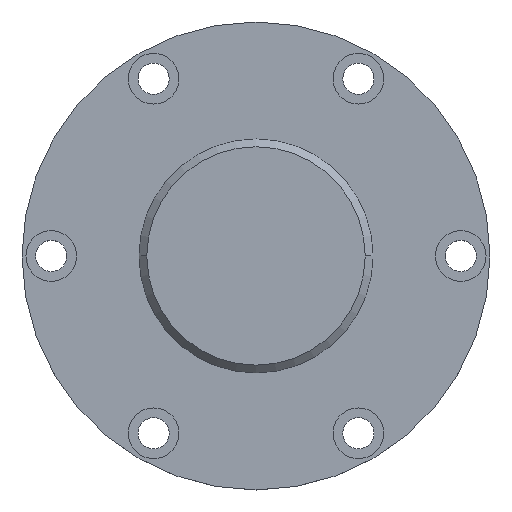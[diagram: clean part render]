
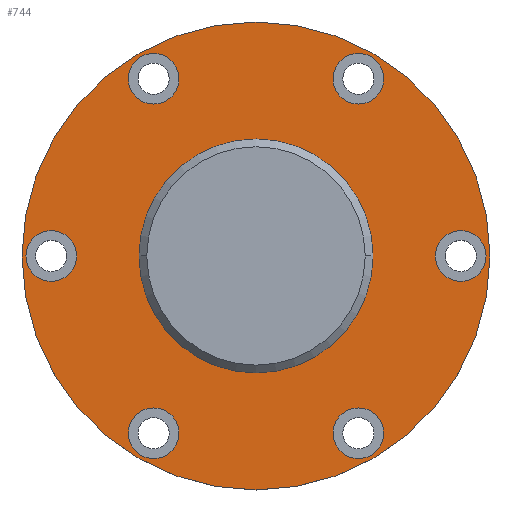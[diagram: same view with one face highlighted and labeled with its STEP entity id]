
A CAD part, top view. The second image highlights one B-rep face of the part: STEP entity #744.
In plain terms, the highlighted planar face has unit normal (0, 0, 1).
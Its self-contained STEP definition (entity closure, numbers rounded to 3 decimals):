
#31=CARTESIAN_POINT('',(0.,0.,0.));
#32=DIRECTION('',(0.,0.,-1.));
#33=DIRECTION('',(1.,0.,0.));
#34=AXIS2_PLACEMENT_3D('',#31,#32,#33);
#36=CARTESIAN_POINT('',(0.,0.,0.));
#37=DIRECTION('',(0.,0.,-1.));
#38=DIRECTION('',(-1.,0.,0.));
#39=AXIS2_PLACEMENT_3D('',#36,#37,#38);
#41=CARTESIAN_POINT('',(52.5,0.,0.));
#42=DIRECTION('',(0.,0.,1.));
#43=DIRECTION('',(1.,0.,0.));
#44=AXIS2_PLACEMENT_3D('',#41,#42,#43);
#46=CARTESIAN_POINT('',(52.5,0.,0.));
#47=DIRECTION('',(0.,0.,1.));
#48=DIRECTION('',(-1.,0.,0.));
#49=AXIS2_PLACEMENT_3D('',#46,#47,#48);
#51=CARTESIAN_POINT('',(26.25,45.466,0.));
#52=DIRECTION('',(0.,0.,1.));
#53=DIRECTION('',(0.5,0.866,0.));
#54=AXIS2_PLACEMENT_3D('',#51,#52,#53);
#56=CARTESIAN_POINT('',(26.25,45.466,0.));
#57=DIRECTION('',(0.,0.,1.));
#58=DIRECTION('',(-0.5,-0.866,0.));
#59=AXIS2_PLACEMENT_3D('',#56,#57,#58);
#61=CARTESIAN_POINT('',(-26.25,45.466,0.));
#62=DIRECTION('',(0.,0.,1.));
#63=DIRECTION('',(-0.5,0.866,0.));
#64=AXIS2_PLACEMENT_3D('',#61,#62,#63);
#66=CARTESIAN_POINT('',(-26.25,45.466,0.));
#67=DIRECTION('',(0.,0.,1.));
#68=DIRECTION('',(0.5,-0.866,0.));
#69=AXIS2_PLACEMENT_3D('',#66,#67,#68);
#71=CARTESIAN_POINT('',(-52.5,0.,0.));
#72=DIRECTION('',(0.,0.,1.));
#73=DIRECTION('',(-1.,0.,0.));
#74=AXIS2_PLACEMENT_3D('',#71,#72,#73);
#76=CARTESIAN_POINT('',(-52.5,0.,0.));
#77=DIRECTION('',(0.,0.,1.));
#78=DIRECTION('',(1.,0.,0.));
#79=AXIS2_PLACEMENT_3D('',#76,#77,#78);
#81=CARTESIAN_POINT('',(-26.25,-45.466,0.));
#82=DIRECTION('',(0.,0.,1.));
#83=DIRECTION('',(-0.5,-0.866,0.));
#84=AXIS2_PLACEMENT_3D('',#81,#82,#83);
#86=CARTESIAN_POINT('',(-26.25,-45.466,0.));
#87=DIRECTION('',(0.,0.,1.));
#88=DIRECTION('',(0.5,0.866,0.));
#89=AXIS2_PLACEMENT_3D('',#86,#87,#88);
#91=CARTESIAN_POINT('',(26.25,-45.466,0.));
#92=DIRECTION('',(0.,0.,1.));
#93=DIRECTION('',(0.5,-0.866,0.));
#94=AXIS2_PLACEMENT_3D('',#91,#92,#93);
#96=CARTESIAN_POINT('',(26.25,-45.466,0.));
#97=DIRECTION('',(0.,0.,1.));
#98=DIRECTION('',(-0.5,0.866,0.));
#99=AXIS2_PLACEMENT_3D('',#96,#97,#98);
#101=CARTESIAN_POINT('',(0.,0.,0.));
#102=DIRECTION('',(0.,0.,1.));
#103=DIRECTION('',(1.,0.,0.));
#104=AXIS2_PLACEMENT_3D('',#101,#102,#103);
#114=CARTESIAN_POINT('',(0.,0.,0.));
#115=DIRECTION('',(0.,0.,-1.));
#116=DIRECTION('',(1.,0.,0.));
#117=AXIS2_PLACEMENT_3D('',#114,#115,#116);
#525=CARTESIAN_POINT('',(60.,0.,0.));
#527=VERTEX_POINT('',#525);
#529=CARTESIAN_POINT('',(-60.,0.,0.));
#531=VERTEX_POINT('',#529);
#561=CARTESIAN_POINT('',(30.,0.,0.));
#562=CARTESIAN_POINT('',(-30.,0.,0.));
#563=VERTEX_POINT('',#561);
#564=VERTEX_POINT('',#562);
#577=CARTESIAN_POINT('',(59.,0.,0.));
#578=CARTESIAN_POINT('',(46.,0.,0.));
#579=VERTEX_POINT('',#577);
#580=VERTEX_POINT('',#578);
#593=CARTESIAN_POINT('',(29.5,51.095,0.));
#594=CARTESIAN_POINT('',(23.,39.837,0.));
#595=VERTEX_POINT('',#593);
#596=VERTEX_POINT('',#594);
#609=CARTESIAN_POINT('',(-29.5,51.095,0.));
#610=CARTESIAN_POINT('',(-23.,39.837,0.));
#611=VERTEX_POINT('',#609);
#612=VERTEX_POINT('',#610);
#625=CARTESIAN_POINT('',(-59.,0.,0.));
#626=CARTESIAN_POINT('',(-46.,0.,0.));
#627=VERTEX_POINT('',#625);
#628=VERTEX_POINT('',#626);
#641=CARTESIAN_POINT('',(-29.5,-51.095,0.));
#642=CARTESIAN_POINT('',(-23.,-39.837,0.));
#643=VERTEX_POINT('',#641);
#644=VERTEX_POINT('',#642);
#657=CARTESIAN_POINT('',(29.5,-51.095,0.));
#658=CARTESIAN_POINT('',(23.,-39.837,0.));
#659=VERTEX_POINT('',#657);
#660=VERTEX_POINT('',#658);
#692=CARTESIAN_POINT('',(0.,0.,0.));
#693=DIRECTION('',(0.,0.,1.));
#694=DIRECTION('',(-1.,0.,0.));
#695=AXIS2_PLACEMENT_3D('',#692,#693,#694);
#696=PLANE('37',#695);
#698=ORIENTED_EDGE('40',*,*,#697,.F.);
#700=ORIENTED_EDGE('74',*,*,#699,.T.);
#701=EDGE_LOOP('37',(#698,#700));
#702=FACE_OUTER_BOUND('37',#701,.F.);
#703=ORIENTED_EDGE('170',*,*,#682,.F.);
#705=ORIENTED_EDGE('172',*,*,#704,.F.);
#706=EDGE_LOOP('37',(#703,#705));
#707=FACE_BOUND('37',#706,.F.);
#709=ORIENTED_EDGE('273',*,*,#708,.T.);
#711=ORIENTED_EDGE('274',*,*,#710,.T.);
#712=EDGE_LOOP('37',(#709,#711));
#713=FACE_BOUND('37',#712,.F.);
#715=ORIENTED_EDGE('351',*,*,#714,.T.);
#717=ORIENTED_EDGE('352',*,*,#716,.T.);
#718=EDGE_LOOP('37',(#715,#717));
#719=FACE_BOUND('37',#718,.F.);
#721=ORIENTED_EDGE('407',*,*,#720,.T.);
#723=ORIENTED_EDGE('408',*,*,#722,.T.);
#724=EDGE_LOOP('37',(#721,#723));
#725=FACE_BOUND('37',#724,.F.);
#727=ORIENTED_EDGE('463',*,*,#726,.T.);
#729=ORIENTED_EDGE('464',*,*,#728,.T.);
#730=EDGE_LOOP('37',(#727,#729));
#731=FACE_BOUND('37',#730,.F.);
#733=ORIENTED_EDGE('519',*,*,#732,.T.);
#735=ORIENTED_EDGE('520',*,*,#734,.T.);
#736=EDGE_LOOP('37',(#733,#735));
#737=FACE_BOUND('37',#736,.F.);
#739=ORIENTED_EDGE('575',*,*,#738,.T.);
#741=ORIENTED_EDGE('576',*,*,#740,.T.);
#742=EDGE_LOOP('37',(#739,#741));
#743=FACE_BOUND('37',#742,.F.);
#35=CIRCLE('170',#34,30.);
#40=CIRCLE('172',#39,30.);
#45=CIRCLE('273',#44,6.5);
#50=CIRCLE('274',#49,6.5);
#55=CIRCLE('351',#54,6.5);
#60=CIRCLE('352',#59,6.5);
#65=CIRCLE('407',#64,6.5);
#70=CIRCLE('408',#69,6.5);
#75=CIRCLE('463',#74,6.5);
#80=CIRCLE('464',#79,6.5);
#85=CIRCLE('519',#84,6.5);
#90=CIRCLE('520',#89,6.5);
#95=CIRCLE('575',#94,6.5);
#100=CIRCLE('576',#99,6.5);
#105=CIRCLE('40',#104,60.);
#118=CIRCLE('74',#117,60.);
#682=EDGE_CURVE('170',#563,#564,#35,.T.);
#697=EDGE_CURVE('40',#527,#531,#105,.T.);
#699=EDGE_CURVE('74',#527,#531,#118,.T.);
#704=EDGE_CURVE('172',#564,#563,#40,.T.);
#708=EDGE_CURVE('273',#579,#580,#45,.T.);
#710=EDGE_CURVE('274',#580,#579,#50,.T.);
#714=EDGE_CURVE('351',#595,#596,#55,.T.);
#716=EDGE_CURVE('352',#596,#595,#60,.T.);
#720=EDGE_CURVE('407',#611,#612,#65,.T.);
#722=EDGE_CURVE('408',#612,#611,#70,.T.);
#726=EDGE_CURVE('463',#627,#628,#75,.T.);
#728=EDGE_CURVE('464',#628,#627,#80,.T.);
#732=EDGE_CURVE('519',#643,#644,#85,.T.);
#734=EDGE_CURVE('520',#644,#643,#90,.T.);
#738=EDGE_CURVE('575',#659,#660,#95,.T.);
#740=EDGE_CURVE('576',#660,#659,#100,.T.);
#744=ADVANCED_FACE('37',(#702,#707,#713,#719,#725,#731,#737,#743),#696,.T.);
